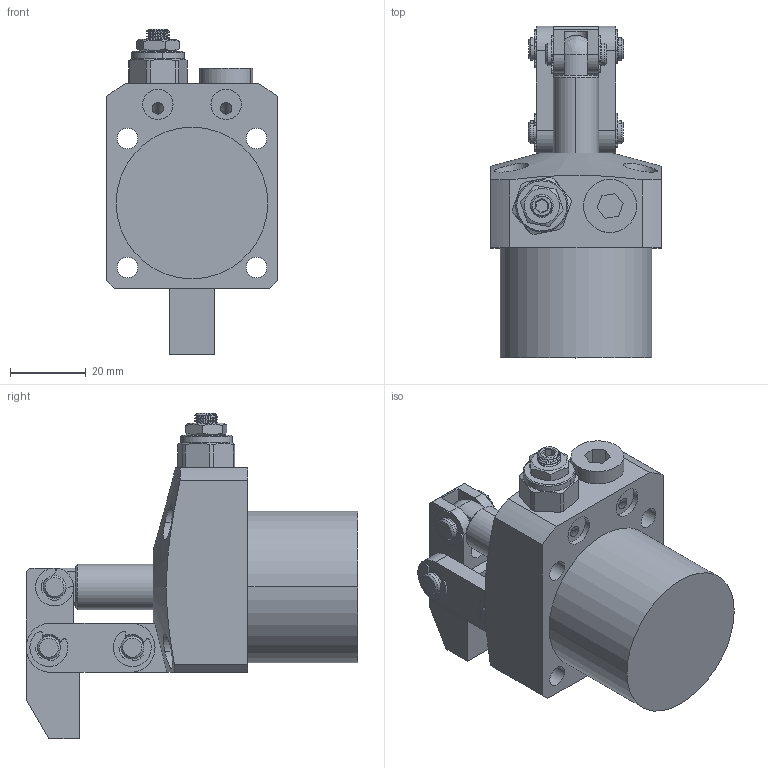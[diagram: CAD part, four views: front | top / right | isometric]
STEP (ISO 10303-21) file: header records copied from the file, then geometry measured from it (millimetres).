
FILE_DESCRIPTION (( 'STEP AP203' ), '1' );
FILE_NAME ('CLKA-040C杠杆式油压缸三维图.STEP', '2019-04-16T07:53:14', ( 'User' ), ( 'china' ), 'SwSTEP 2.0', 'SolidWorks 2018', '' );
FILE_SCHEMA (( 'CONFIG_CONTROL_DESIGN' ));
Length unit declared in the file: millimetre
Products named in the file (10): CZL10覃厒概333sldprt; ｻ鏸鄕ﾋ_1_1_1; CLKA-040C杠杆式油压缸三维图; ﾁｬｸﾋ_1_1_1_1; 销轴1_1_1_1_1; 销轴2_1_1_1_1; 0.6ｵ訐1_1_1_1; CLKA-040活塞杆_1_1_1; 囀鞠褒黑芛郔陔1-8_1; 40G掛极
Assembly tree (16 placements, depth 2):
  CLKA-040C杠杆式油压缸三维图
    ｻ鏸鄕ﾋ_1_1_1
    ﾁｬｸﾋ_1_1_1_1  x2
    销轴1_1_1_1_1
    销轴2_1_1_1_1  x2
    0.6ｵ訐1_1_1_1  x6
    CLKA-040活塞杆_1_1_1
    囀鞠褒黑芛郔陔1-8_1
    40G掛极
    CZL10覃厒概333sldprt
Bounding box: 45 x 87.5 x 85.8 mm (x, y, z)
Volume: 84737.6 mm3; surface area: 32438.8 mm2
Topology: 17 solids, 19 shells, 530 faces, 1338 edges, 861 vertices
Faces by surface type: cylinder 250, plane 171, cone 82, bspline 27
Entity records: 17162 total; most frequent: CARTESIAN_POINT 6582, ORIENTED_EDGE 1966, DIRECTION 1963, EDGE_CURVE 986, AXIS2_PLACEMENT_3D 779, VERTEX_POINT 635, EDGE_LOOP 456, VECTOR 405
